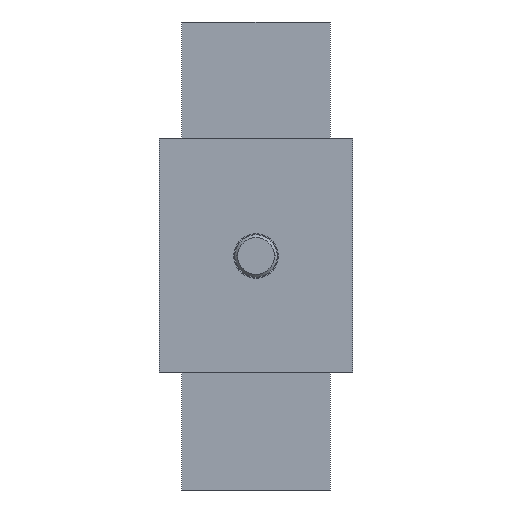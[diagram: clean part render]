
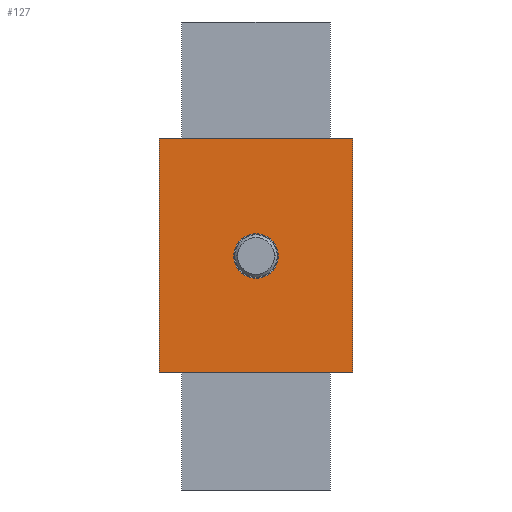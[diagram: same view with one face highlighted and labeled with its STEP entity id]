
A CAD part, front view. The second image highlights one B-rep face of the part: STEP entity #127.
In plain terms, the highlighted planar face has unit normal (0, -1, 0).
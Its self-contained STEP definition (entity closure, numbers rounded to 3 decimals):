
#127=ADVANCED_FACE('',(#262,#263),#264,.F.);
#262=FACE_BOUND('',#417,.T.);
#263=FACE_OUTER_BOUND('',#418,.T.);
#264=PLANE('',#419);
#417=EDGE_LOOP('',(#672,#673));
#418=EDGE_LOOP('',(#674,#675,#676,#677));
#419=AXIS2_PLACEMENT_3D('',#678,#679,#680);
#672=ORIENTED_EDGE('',*,*,#922,.T.);
#673=ORIENTED_EDGE('',*,*,#920,.T.);
#674=ORIENTED_EDGE('',*,*,#939,.T.);
#675=ORIENTED_EDGE('',*,*,#935,.F.);
#676=ORIENTED_EDGE('',*,*,#940,.F.);
#677=ORIENTED_EDGE('',*,*,#932,.F.);
#678=CARTESIAN_POINT('',(0.0,-17.5,0.0));
#679=DIRECTION('',(0.0,1.0,0.0));
#680=DIRECTION('',(0.0,0.0,1.0));
#920=EDGE_CURVE('',#1090,#1094,#1096,.T.);
#922=EDGE_CURVE('',#1094,#1090,#1098,.T.);
#932=EDGE_CURVE('',#1110,#1105,#1112,.T.);
#935=EDGE_CURVE('',#1115,#1117,#1118,.T.);
#939=EDGE_CURVE('',#1110,#1117,#1123,.T.);
#940=EDGE_CURVE('',#1105,#1115,#1124,.T.);
#1090=VERTEX_POINT('',#1329);
#1094=VERTEX_POINT('',#1334);
#1096=CIRCLE('',#1337,2.1);
#1098=CIRCLE('',#1339,2.1);
#1105=VERTEX_POINT('',#1346);
#1110=VERTEX_POINT('',#1353);
#1112=LINE('',#1356,#1357);
#1115=VERTEX_POINT('',#1360);
#1117=VERTEX_POINT('',#1363);
#1118=LINE('',#1364,#1365);
#1123=LINE('',#1372,#1373);
#1124=LINE('',#1374,#1375);
#1329=CARTESIAN_POINT('',(2.1,-17.5,0.));
#1334=CARTESIAN_POINT('',(-2.1,-17.5,0.));
#1337=AXIS2_PLACEMENT_3D('',#1562,#1563,#1564);
#1339=AXIS2_PLACEMENT_3D('',#1565,#1566,#1567);
#1346=CARTESIAN_POINT('',(9.1,-17.5,11.0));
#1353=CARTESIAN_POINT('',(-9.1,-17.5,11.0));
#1356=CARTESIAN_POINT('',(0.0,-17.5,11.0));
#1357=VECTOR('',#1580,1.0);
#1360=CARTESIAN_POINT('',(9.1,-17.5,-11.0));
#1363=CARTESIAN_POINT('',(-9.1,-17.5,-11.0));
#1364=CARTESIAN_POINT('',(0.0,-17.5,-11.0));
#1365=VECTOR('',#1582,1.0);
#1372=CARTESIAN_POINT('',(-9.1,-17.5,0.0));
#1373=VECTOR('',#1585,1.0);
#1374=CARTESIAN_POINT('',(9.1,-17.5,0.0));
#1375=VECTOR('',#1586,1.0);
#1562=CARTESIAN_POINT('',(0.0,-17.5,0.0));
#1563=DIRECTION('',(-0.0,1.0,0.0));
#1564=DIRECTION('',(1.0,0.0,0.0));
#1565=CARTESIAN_POINT('',(0.0,-17.5,0.0));
#1566=DIRECTION('',(-0.0,1.0,0.0));
#1567=DIRECTION('',(1.0,0.0,0.0));
#1580=DIRECTION('',(1.0,0.0,0.0));
#1582=DIRECTION('',(-1.0,0.0,0.0));
#1585=DIRECTION('',(0.0,0.0,-1.0));
#1586=DIRECTION('',(0.0,0.0,-1.0));
